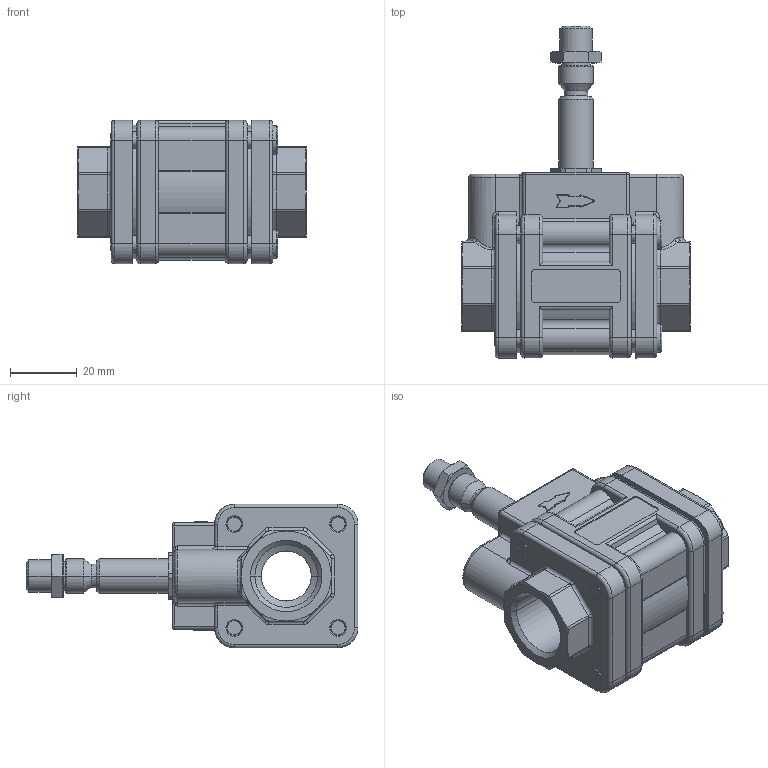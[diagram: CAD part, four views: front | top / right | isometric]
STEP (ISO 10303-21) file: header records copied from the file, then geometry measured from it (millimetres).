
FILE_DESCRIPTION((''),'2;1');
FILE_NAME('EGV-111-B96-1-2__','2013-03-21T',('avs326'),(''),'PRO/ENGINEER BY PARAMETRIC TECHNOLOGY CORPORATION, 2011490','PRO/ENGINEER BY PARAMETRIC TECHNOLOGY CORPORATION, 2011490','');
FILE_SCHEMA(('CONFIG_CONTROL_DESIGN'));
Length unit declared in the file: millimetre
Products named in the file (1): EGV-111-B96-1-2__
Bounding box: 68.4 x 99.48 x 43 mm (x, y, z)
Volume: 101965.6 mm3; surface area: 27567.2 mm2
Topology: 2 solids, 2 shells, 608 faces, 1562 edges, 954 vertices
Faces by surface type: cylinder 234, plane 146, cone 117, torus 71, sphere 26, bspline 14
Entity records: 19875 total; most frequent: CARTESIAN_POINT 5002, DIRECTION 3259, ORIENTED_EDGE 3100, EDGE_CURVE 1550, AXIS2_PLACEMENT_3D 1329, VERTEX_POINT 954, CIRCLE 735, EDGE_LOOP 640
